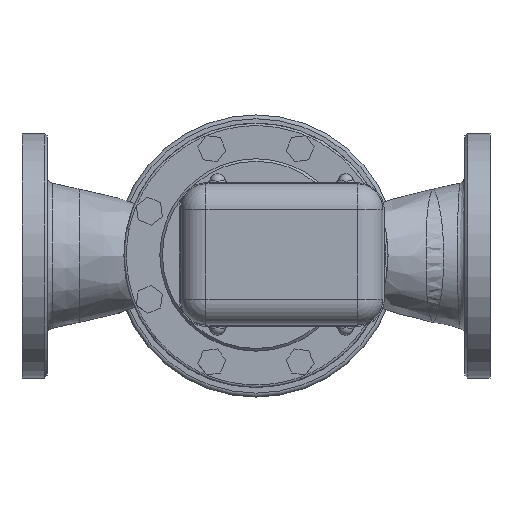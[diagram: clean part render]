
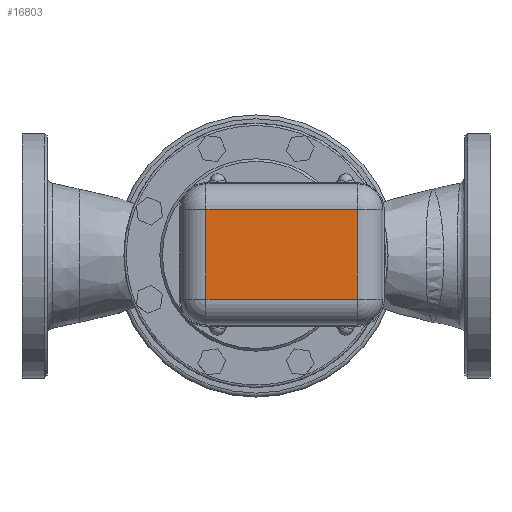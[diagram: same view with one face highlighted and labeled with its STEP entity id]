
A CAD part, top view. The second image highlights one B-rep face of the part: STEP entity #16803.
In plain terms, the highlighted planar face has unit normal (0, 0, 1).
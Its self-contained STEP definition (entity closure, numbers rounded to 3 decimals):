
#432=PLANE('',#18015);
#1133=LINE('',#29710,#2486);
#1135=LINE('',#29718,#2488);
#1137=LINE('',#29726,#2490);
#1139=LINE('',#29737,#2492);
#2486=VECTOR('',#20321,70.);
#2488=VECTOR('',#20329,118.);
#2490=VECTOR('',#20337,70.);
#2492=VECTOR('',#20353,118.);
#4237=FACE_OUTER_BOUND('',#5367,.T.);
#5367=EDGE_LOOP('',(#12529,#12530,#12531,#12532));
#7869=VERTEX_POINT('',#29707);
#7870=VERTEX_POINT('',#29709);
#7873=VERTEX_POINT('',#29717);
#7876=VERTEX_POINT('',#29725);
#9645=EDGE_CURVE('',#7869,#7870,#1133,.T.);
#9649=EDGE_CURVE('',#7870,#7873,#1135,.T.);
#9653=EDGE_CURVE('',#7873,#7876,#1137,.T.);
#9659=EDGE_CURVE('',#7876,#7869,#1139,.T.);
#12529=ORIENTED_EDGE('',*,*,#9645,.F.);
#12530=ORIENTED_EDGE('',*,*,#9659,.F.);
#12531=ORIENTED_EDGE('',*,*,#9653,.F.);
#12532=ORIENTED_EDGE('',*,*,#9649,.F.);
#16803=ADVANCED_FACE('',(#4237),#432,.T.);
#18015=AXIS2_PLACEMENT_3D('',#29763,#20384,#20385);
#20321=DIRECTION('',(0.,-1.,0.));
#20329=DIRECTION('',(-1.,0.,0.));
#20337=DIRECTION('',(0.,1.,0.));
#20353=DIRECTION('',(1.,0.,0.));
#20384=DIRECTION('center_axis',(0.,0.,
1.));
#20385=DIRECTION('ref_axis',(1.,0.,0.));
#29707=CARTESIAN_POINT('',(79.,35.,635.));
#29709=CARTESIAN_POINT('',(79.,-35.,635.));
#29710=CARTESIAN_POINT('',(79.,17.5,635.));
#29717=CARTESIAN_POINT('',(-39.,-35.,635.));
#29718=CARTESIAN_POINT('',(49.5,-35.,635.));
#29725=CARTESIAN_POINT('',(-39.,35.,635.));
#29726=CARTESIAN_POINT('',(-39.,-17.5,635.));
#29737=CARTESIAN_POINT('',(-9.5,35.,635.));
#29763=CARTESIAN_POINT('Origin',(20.,0.,
635.));
